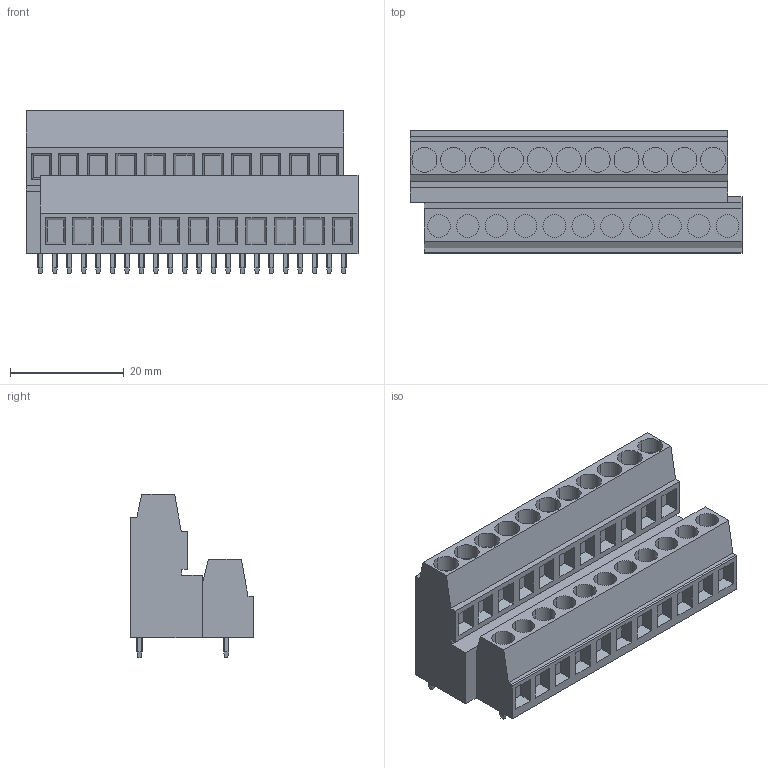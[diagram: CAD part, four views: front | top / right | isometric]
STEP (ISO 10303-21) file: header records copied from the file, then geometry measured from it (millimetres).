
FILE_DESCRIPTION(('CATIA V5 STEP Exchange','CAx-IF Rec.Pracs.--- Model Styling and Organization---1.2---2011-12-15'),'2;1');
FILE_NAME ('D1455721_0_1769170000_1769170000.stp','2018-09-07T08:23:40+00:00',('none'),('Weidmueller'),'CATIA Version 5-6 Release 2014','CATIA V5 STEP AP214','none');
FILE_SCHEMA(('AUTOMOTIVE_DESIGN { 1 0 10303 214 1 1 1 1 }'));
Length unit declared in the file: millimetre
Products named in the file (1): 1769170000
Bounding box: 58.42 x 21.6 x 28.7 mm (x, y, z)
Volume: 19472.3 mm3; surface area: 8080.8 mm2
Topology: 23 solids, 23 shells, 508 faces, 1254 edges, 836 vertices
Faces by surface type: plane 463, cylinder 45
Entity records: 13772 total; most frequent: CARTESIAN_POINT 2674, ORIENTED_EDGE 2508, DIRECTION 1766, EDGE_CURVE 1254, VECTOR 946, LINE 946, VERTEX_POINT 836, EDGE_LOOP 552
